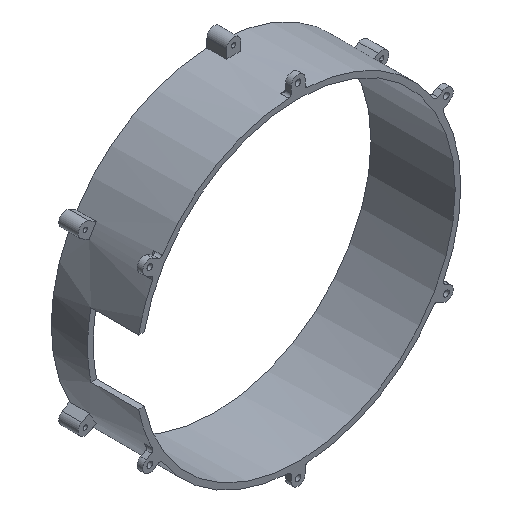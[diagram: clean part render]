
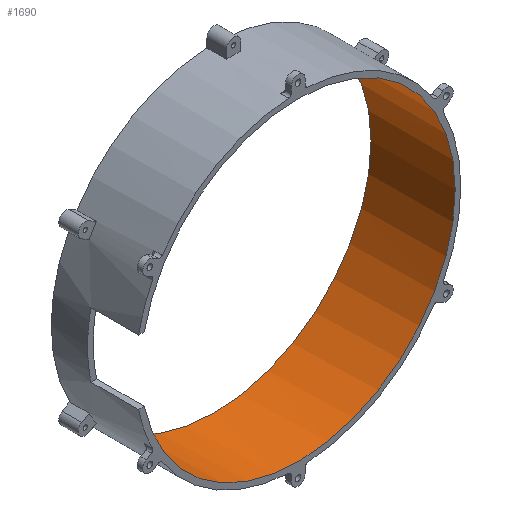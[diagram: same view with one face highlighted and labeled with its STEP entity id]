
A CAD part, isometric view. The second image highlights one B-rep face of the part: STEP entity #1690.
In plain terms, the highlighted cylindrical face has radius 56 mm (diameter 112 mm), a full revolution.
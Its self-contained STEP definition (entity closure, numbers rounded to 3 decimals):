
#151=FACE_OUTER_BOUND('',#252,.T.);
#252=EDGE_LOOP('',(#1463,#1464,#1465,#1466,#1467,#1468,#1469,#1470));
#358=CIRCLE('',#1805,56.);
#359=CIRCLE('',#1806,56.);
#366=CIRCLE('',#1814,56.);
#399=CIRCLE('',#1883,56.);
#456=LINE('',#2857,#586);
#460=LINE('',#2864,#590);
#517=LINE('',#3057,#647);
#586=VECTOR('',#2118,10.);
#590=VECTOR('',#2124,10.);
#647=VECTOR('',#2341,56.);
#766=VERTEX_POINT('',#2854);
#767=VERTEX_POINT('',#2856);
#768=VERTEX_POINT('',#2860);
#769=VERTEX_POINT('',#2862);
#770=VERTEX_POINT('',#2866);
#825=VERTEX_POINT('',#3055);
#960=EDGE_CURVE('',#767,#766,#456,.T.);
#964=EDGE_CURVE('',#768,#769,#460,.T.);
#965=EDGE_CURVE('',#770,#767,#358,.T.);
#966=EDGE_CURVE('',#769,#770,#359,.T.);
#982=EDGE_CURVE('',#766,#768,#366,.T.);
#1062=EDGE_CURVE('',#825,#825,#399,.T.);
#1063=EDGE_CURVE('',#825,#770,#517,.T.);
#1463=ORIENTED_EDGE('',*,*,#1062,.F.);
#1464=ORIENTED_EDGE('',*,*,#1063,.T.);
#1465=ORIENTED_EDGE('',*,*,#965,.T.);
#1466=ORIENTED_EDGE('',*,*,#960,.T.);
#1467=ORIENTED_EDGE('',*,*,#982,.T.);
#1468=ORIENTED_EDGE('',*,*,#964,.T.);
#1469=ORIENTED_EDGE('',*,*,#966,.T.);
#1470=ORIENTED_EDGE('',*,*,#1063,.F.);
#1615=CYLINDRICAL_SURFACE('',#1882,56.);
#1690=ADVANCED_FACE('',(#151),#1615,.F.);
#1805=AXIS2_PLACEMENT_3D('',#2867,#2127,#2128);
#1806=AXIS2_PLACEMENT_3D('',#2868,#2129,#2130);
#1814=AXIS2_PLACEMENT_3D('',#2894,#2154,#2155);
#1882=AXIS2_PLACEMENT_3D('',#3054,#2337,#2338);
#1883=AXIS2_PLACEMENT_3D('',#3056,#2339,#2340);
#2118=DIRECTION('',(0.,-1.,0.));
#2124=DIRECTION('',(0.,1.,0.));
#2127=DIRECTION('center_axis',(0.,-1.,0.));
#2128=DIRECTION('ref_axis',(1.,0.,0.));
#2129=DIRECTION('center_axis',(0.,-1.,0.));
#2130=DIRECTION('ref_axis',(1.,0.,0.));
#2154=DIRECTION('center_axis',(0.,-1.,0.));
#2155=DIRECTION('ref_axis',(1.,0.,0.));
#2337=DIRECTION('center_axis',(0.,1.,0.));
#2338=DIRECTION('ref_axis',(1.,0.,0.));
#2339=DIRECTION('center_axis',(0.,-1.,0.));
#2340=DIRECTION('ref_axis',(1.,0.,0.));
#2341=DIRECTION('',(0.,-1.,0.));
#2854=CARTESIAN_POINT('',(-54.806,0.,-11.5));
#2856=CARTESIAN_POINT('',(-54.806,17.,-11.5));
#2857=CARTESIAN_POINT('',(-54.806,0.,-11.5));
#2860=CARTESIAN_POINT('',(-54.806,0.,11.5));
#2862=CARTESIAN_POINT('',(-54.806,17.,11.5));
#2864=CARTESIAN_POINT('',(-54.806,0.,11.5));
#2866=CARTESIAN_POINT('',(-56.,17.,0.));
#2867=CARTESIAN_POINT('Origin',(0.,17.,0.));
#2868=CARTESIAN_POINT('Origin',(0.,17.,0.));
#2894=CARTESIAN_POINT('Origin',(0.,0.,0.));
#3054=CARTESIAN_POINT('Origin',(0.,0.,0.));
#3055=CARTESIAN_POINT('',(-56.,30.,0.));
#3056=CARTESIAN_POINT('Origin',(0.,30.,0.));
#3057=CARTESIAN_POINT('',(-56.,0.,0.));
